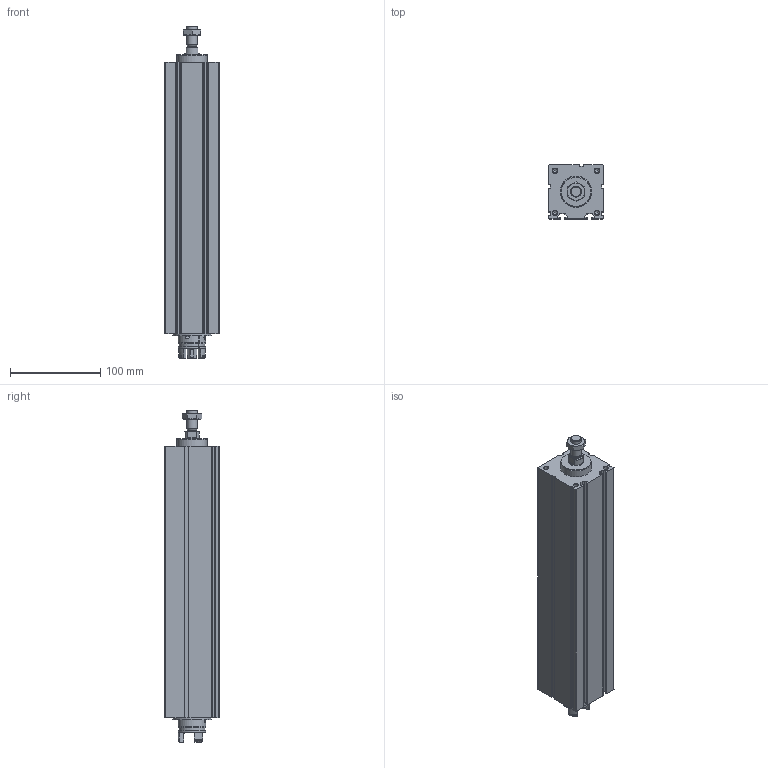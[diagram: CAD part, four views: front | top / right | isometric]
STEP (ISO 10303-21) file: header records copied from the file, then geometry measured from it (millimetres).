
FILE_DESCRIPTION(/* description */ ('STEP AP214'),/* implementation_level */ '2;1');
FILE_NAME(/* name */ '5428908_EPCC-BS-60-200-12P-A',/* time_stamp */ '2024-08-28T04:21:12+02:00',/* author */ ('License CC BY-ND 4.0'),/* organization */ ('CADENAS'),/* preprocessor_version */ 'ST-DEVELOPER v19.3',/* originating_system */ 'PARTsolutions',/* authorisation */ ' ');
FILE_SCHEMA (('AUTOMOTIVE_DESIGN {1 0 10303 214 3 1 1}'));
Length unit declared in the file: millimetre
Products named in the file (8): 5428908 EPCC-BS-60-200-12P-A---(0 high); 5428914 EPCC-BS-60-200---(mechanical highh); 5428914 EPCC-BS-60-200---(mechanical highp); DIN-439-B - M12x1.25(F); 340117 G1/4-AEVU; 8141994 EAMC-30-GB16-D10x10-A; ISO 14580 M5x12; DIN-912 - M4x12(F)
Assembly tree (7 placements, depth 2):
  5428908 EPCC-BS-60-200-12P-A---(0 high)
    5428914 EPCC-BS-60-200---(mechanical highh)
    5428914 EPCC-BS-60-200---(mechanical highp)
    DIN-439-B - M12x1.25(F)
    340117 G1/4-AEVU
    8141994 EAMC-30-GB16-D10x10-A
    ISO 14580 M5x12
    DIN-912 - M4x12(F)
Bounding box: 60 x 60 x 366.9 mm (x, y, z)
Volume: 1026895 mm3; surface area: 180398.2 mm2
Topology: 7 solids, 7 shells, 306 faces, 751 edges, 480 vertices
Faces by surface type: cylinder 118, plane 115, cone 62, torus 11
Full cylindrical faces by diameter (mm): 3 x4, 3.242 x5, 4 x1, 4.134 x1, 4.5 x1, 4.51 x1, 4.917 x4, 5 x1, 7 x1, 7.4 x1, 8.2 x1, 8.4 x2, 10 x2, 10.5 x1, 10.647 x1, 11.445 x1, 12 x1, 13.157 x1, 16 x1, 16.8 x2, 32 x1, 33.25 x1, 33.45 x1, 33.6 x2, 34.8 x1, 42 x1
Entity records: 8764 total; most frequent: CARTESIAN_POINT 1729, DIRECTION 1472, ORIENTED_EDGE 1268, EDGE_CURVE 634, AXIS2_PLACEMENT_3D 600, VERTEX_POINT 466, FACE_BOUND 436, EDGE_LOOP 421
